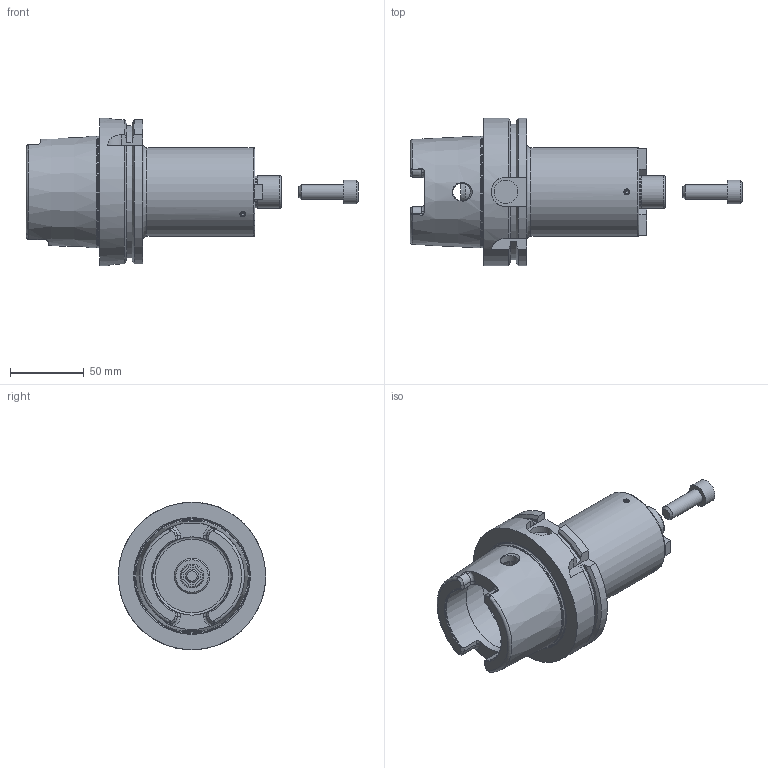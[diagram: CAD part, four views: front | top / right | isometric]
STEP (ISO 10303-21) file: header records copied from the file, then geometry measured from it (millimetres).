
FILE_DESCRIPTION((''),'2;1');
FILE_NAME('535017722105-3D.stp','2020-05-04T14:12:55',('nttooll'),(''),'Autodesk Inventor 2012','Autodesk Inventor 2012','');
FILE_SCHEMA(('AUTOMOTIVE_DESIGN { 1 0 10303 214 1 1 1 1 }'));
Length unit declared in the file: millimetre
Products named in the file (1): 535017722105-3D
Bounding box: 225 x 100 x 100 mm (x, y, z)
Volume: 480080.9 mm3; surface area: 73769.5 mm2
Topology: 2 solids, 5 shells, 220 faces, 515 edges, 313 vertices
Faces by surface type: plane 73, cylinder 64, cone 59, torus 18, sphere 6
Full cylindrical faces by diameter (mm): 2.309 x3, 2.5 x6, 3 x3, 3.4 x3, 4 x6, 8.7 x1, 9.238 x1, 10 x2, 10.5 x1, 12 x3, 15.3 x1, 16 x3, 21.6 x1, 22 x1, 24 x1, 53 x1, 53.8 x1, 60 x1, 63 x1, 75.3 x1, 100 x1
Entity records: 6307 total; most frequent: CARTESIAN_POINT 1760, DIRECTION 963, ORIENTED_EDGE 816, AXIS2_PLACEMENT_3D 413, EDGE_CURVE 408, EDGE_LOOP 327, VERTEX_POINT 290, FACE_OUTER_BOUND 220
